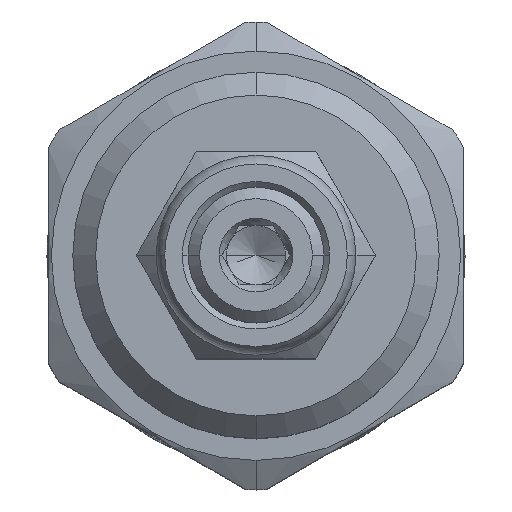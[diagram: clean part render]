
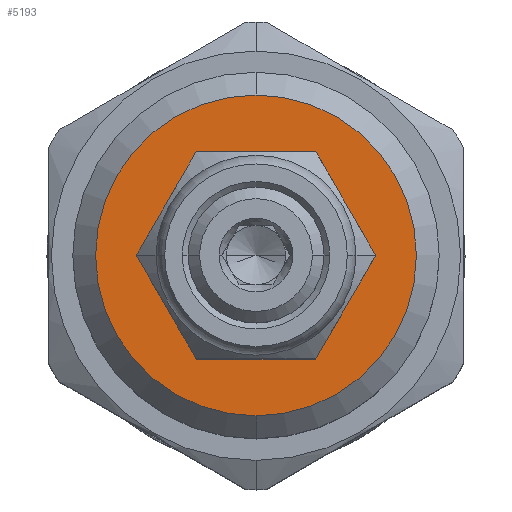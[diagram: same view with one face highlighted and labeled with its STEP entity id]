
A CAD part, top view. The second image highlights one B-rep face of the part: STEP entity #5193.
In plain terms, the highlighted planar face has unit normal (0, 0, 1).
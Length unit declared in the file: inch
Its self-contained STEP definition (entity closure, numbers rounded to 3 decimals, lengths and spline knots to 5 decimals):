
#126=CARTESIAN_POINT('',(0.,0.,4.069));
#127=DIRECTION('',(0.,0.,1.));
#128=DIRECTION('',(-1.,0.,0.));
#129=AXIS2_PLACEMENT_3D('',#126,#127,#128);
#131=CARTESIAN_POINT('',(0.,0.,4.069));
#132=DIRECTION('',(0.,0.,1.));
#133=DIRECTION('',(1.,0.,0.));
#134=AXIS2_PLACEMENT_3D('',#131,#132,#133);
#136=CARTESIAN_POINT('',(0.,0.,4.069));
#137=DIRECTION('',(0.,0.,1.));
#138=DIRECTION('',(0.,-1.,0.));
#139=AXIS2_PLACEMENT_3D('',#136,#137,#138);
#154=CARTESIAN_POINT('',(0.,0.,4.069));
#155=DIRECTION('',(0.,0.,1.));
#156=DIRECTION('',(0.,1.,0.));
#157=AXIS2_PLACEMENT_3D('',#154,#155,#156);
#4615=CARTESIAN_POINT('',(0.,0.435,4.069));
#4616=CARTESIAN_POINT('',(0.,-0.435,4.069));
#4617=VERTEX_POINT('',#4615);
#4618=VERTEX_POINT('',#4616);
#4951=CARTESIAN_POINT('',(-0.271,0.,4.069));
#4952=CARTESIAN_POINT('',(0.271,0.,4.069));
#4953=VERTEX_POINT('',#4951);
#4954=VERTEX_POINT('',#4952);
#5177=CARTESIAN_POINT('',(0.,0.,4.069));
#5178=DIRECTION('',(0.,0.,1.));
#5179=DIRECTION('',(0.,1.,0.));
#5180=AXIS2_PLACEMENT_3D('',#5177,#5178,#5179);
#5181=PLANE('',#5180);
#5183=ORIENTED_EDGE('',*,*,#5182,.F.);
#5185=ORIENTED_EDGE('',*,*,#5184,.F.);
#5186=EDGE_LOOP('',(#5183,#5185));
#5187=FACE_OUTER_BOUND('',#5186,.F.);
#5189=ORIENTED_EDGE('',*,*,#5188,.T.);
#5190=ORIENTED_EDGE('',*,*,#5167,.T.);
#5191=EDGE_LOOP('',(#5189,#5190));
#5192=FACE_BOUND('',#5191,.F.);
#5193=ADVANCED_FACE('',(#5187,#5192),#5181,.T.);
#130=CIRCLE('',#129,0.271);
#135=CIRCLE('',#134,0.271);
#140=CIRCLE('',#139,0.435);
#158=CIRCLE('',#157,0.435);
#5167=EDGE_CURVE('',#4954,#4953,#135,.T.);
#5182=EDGE_CURVE('',#4618,#4617,#140,.T.);
#5184=EDGE_CURVE('',#4617,#4618,#158,.T.);
#5188=EDGE_CURVE('',#4953,#4954,#130,.T.);
